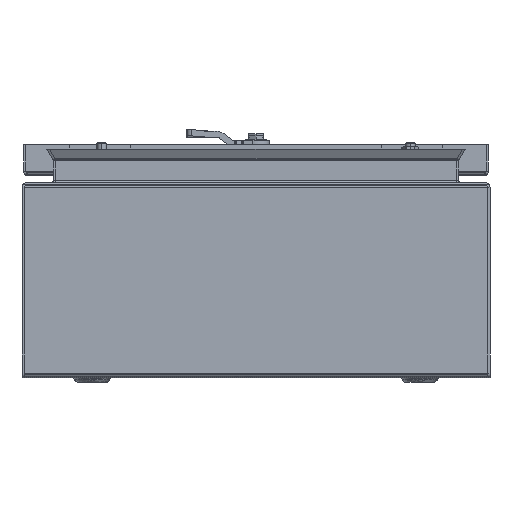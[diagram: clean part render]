
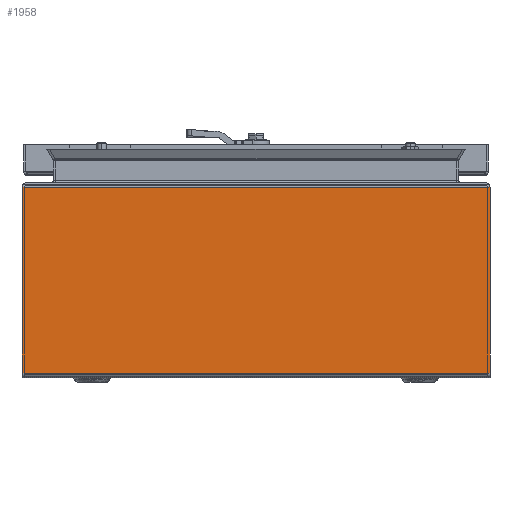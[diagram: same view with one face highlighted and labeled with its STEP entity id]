
A CAD part, left-side view. The second image highlights one B-rep face of the part: STEP entity #1958.
In plain terms, the highlighted planar face has unit normal (-1, 0, 0).
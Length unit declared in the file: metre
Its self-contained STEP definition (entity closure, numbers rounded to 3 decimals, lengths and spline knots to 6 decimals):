
#1958=ADVANCED_FACE('109:155399',(#4947),#4948,.T.);
#4947=FACE_OUTER_BOUND('',#11868,.T.);
#4948=PLANE('',#11869);
#11868=EDGE_LOOP('',(#33430,#33431,#33432,#33433));
#11869=AXIS2_PLACEMENT_3D('',#33434,#33435,#33436);
#33430=ORIENTED_EDGE('',*,*,#38049,.F.);
#33431=ORIENTED_EDGE('',*,*,#38050,.F.);
#33432=ORIENTED_EDGE('',*,*,#38051,.T.);
#33433=ORIENTED_EDGE('',*,*,#38047,.F.);
#33434=CARTESIAN_POINT('',(0.133,0.233,-0.13069));
#33435=DIRECTION('',(-1.0,0.0,0.0));
#33436=DIRECTION('',(0.0,-1.0,0.0));
#38047=EDGE_CURVE('109:155944',#44210,#44253,#44254,.T.);
#38049=EDGE_CURVE('105:486',#44256,#44210,#44257,.T.);
#38050=EDGE_CURVE('109:155967',#44258,#44256,#44259,.T.);
#38051=EDGE_CURVE('105:496',#44258,#44253,#44260,.F.);
#44210=VERTEX_POINT('',#56464);
#44253=VERTEX_POINT('',#56525);
#44254=LINE('',#56526,#56527);
#44256=VERTEX_POINT('',#56529);
#44257=LINE('',#56530,#56531);
#44258=VERTEX_POINT('',#56532);
#44259=LINE('',#56533,#56534);
#44260=LINE('',#56535,#56536);
#56464=CARTESIAN_POINT('',(0.133,0.533,0.09131));
#56525=CARTESIAN_POINT('',(0.133,0.233,0.09131));
#56526=CARTESIAN_POINT('',(0.133,0.0415,0.09131));
#56527=VECTOR('',#63701,1.0);
#56529=CARTESIAN_POINT('',(0.133,0.533,-0.02769));
#56530=CARTESIAN_POINT('',(0.133,0.533,-0.13069));
#56531=VECTOR('',#63705,1.0);
#56532=CARTESIAN_POINT('',(0.133,0.233,-0.02769));
#56533=CARTESIAN_POINT('',(0.133,-0.0585,-0.02769));
#56534=VECTOR('',#63706,1.0);
#56535=CARTESIAN_POINT('',(0.133,0.233,-0.13069));
#56536=VECTOR('',#63707,1.0);
#63701=DIRECTION('',(0.0,-1.0,0.0));
#63705=DIRECTION('',(0.0,-0.0,1.0));
#63706=DIRECTION('',(0.0,1.0,0.0));
#63707=DIRECTION('',(-0.0,-0.0,-1.0));
